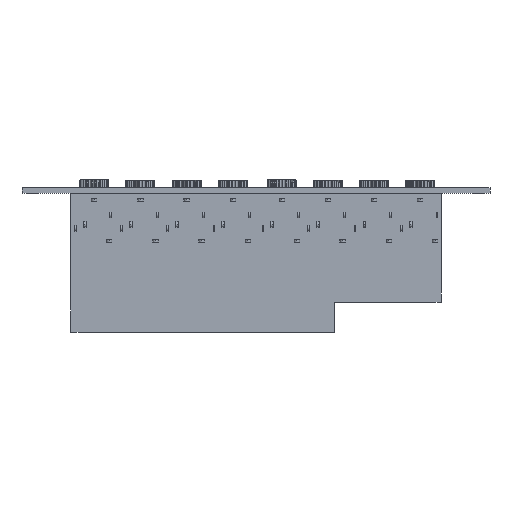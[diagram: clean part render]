
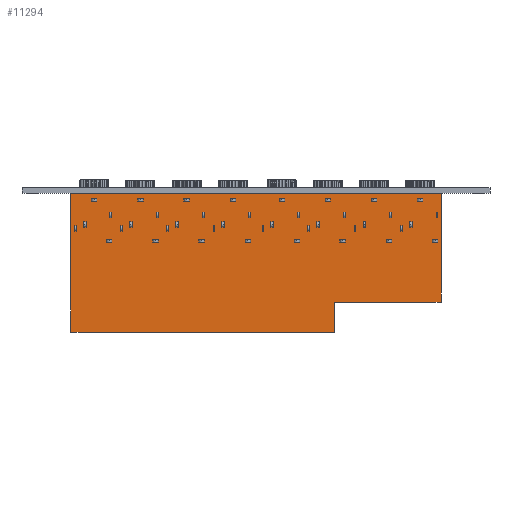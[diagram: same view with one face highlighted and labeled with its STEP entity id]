
A CAD part, left-side view. The second image highlights one B-rep face of the part: STEP entity #11294.
In plain terms, the highlighted face is planar.
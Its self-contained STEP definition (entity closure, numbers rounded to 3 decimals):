
#374 = EDGE_CURVE ( 'NONE', #9053, #4651, #10722, .T. ) ;
#536 = LINE ( 'NONE', #15512, #9607 ) ;
#604 = DIRECTION ( 'NONE',  ( 0., 1., 0. ) ) ;
#1922 = DIRECTION ( 'NONE',  ( -1., 0., 0. ) ) ;
#2235 = LINE ( 'NONE', #12616, #6826 ) ;
#2710 = VERTEX_POINT ( 'NONE', #18000 ) ;
#2793 = EDGE_CURVE ( 'NONE', #8846, #2710, #11022, .T. ) ;
#2903 = PLANE ( 'NONE',  #18172 ) ;
#3795 = DIRECTION ( 'NONE',  ( 1., 0., 0. ) ) ;
#3858 = ORIENTED_EDGE ( 'NONE', *, *, #12080, .F. ) ;
#4559 = LINE ( 'NONE', #12229, #14484 ) ;
#4651 = VERTEX_POINT ( 'NONE', #5712 ) ;
#5712 = CARTESIAN_POINT ( 'NONE',  ( 10.795, -50.8, -0.8 ) ) ;
#5867 = ORIENTED_EDGE ( 'NONE', *, *, #13380, .F. ) ;
#6026 = VECTOR ( 'NONE', #18013, 1000. ) ;
#6826 = VECTOR ( 'NONE', #3795, 1000. ) ;
#8135 = EDGE_CURVE ( 'NONE', #17402, #4651, #2235, .T. ) ;
#8684 = ORIENTED_EDGE ( 'NONE', *, *, #374, .T. ) ;
#8846 = VERTEX_POINT ( 'NONE', #12858 ) ;
#9053 = VERTEX_POINT ( 'NONE', #18173 ) ;
#9606 = CARTESIAN_POINT ( 'NONE',  ( 19.05, -21.59, -0.8 ) ) ;
#9607 = VECTOR ( 'NONE', #1922, 1000. ) ;
#10588 = ORIENTED_EDGE ( 'NONE', *, *, #8135, .F. ) ;
#10606 = CARTESIAN_POINT ( 'NONE',  ( -19.05, -50.8, -0.8 ) ) ;
#10722 = LINE ( 'NONE', #17721, #6026 ) ;
#10786 = VECTOR ( 'NONE', #12422, 1000. ) ;
#10922 = CARTESIAN_POINT ( 'NONE',  ( 19.05, 50.8, -0.8 ) ) ;
#11022 = LINE ( 'NONE', #10922, #17470 ) ;
#11294 = ADVANCED_FACE ( 'NONE', ( #13577 ), #2903, .F. ) ;
#12080 = EDGE_CURVE ( 'NONE', #16153, #17402, #4559, .T. ) ;
#12229 = CARTESIAN_POINT ( 'NONE',  ( -19.05, 50.8, -0.8 ) ) ;
#12422 = DIRECTION ( 'NONE',  ( -1., 0., 0. ) ) ;
#12616 = CARTESIAN_POINT ( 'NONE',  ( -19.05, -50.8, -0.8 ) ) ;
#12858 = CARTESIAN_POINT ( 'NONE',  ( 19.05, -21.59, -0.8 ) ) ;
#13300 = DIRECTION ( 'NONE',  ( 0., 0., 1. ) ) ;
#13380 = EDGE_CURVE ( 'NONE', #2710, #16153, #536, .T. ) ;
#13577 = FACE_OUTER_BOUND ( 'NONE', #17355, .T. ) ;
#13580 = DIRECTION ( 'NONE',  ( 0., -1., 0. ) ) ;
#14484 = VECTOR ( 'NONE', #13580, 1000. ) ;
#14577 = ORIENTED_EDGE ( 'NONE', *, *, #2793, .F. ) ;
#14728 = CARTESIAN_POINT ( 'NONE',  ( 0., 0., -0.8 ) ) ;
#15512 = CARTESIAN_POINT ( 'NONE',  ( -19.05, 50.8, -0.8 ) ) ;
#16153 = VERTEX_POINT ( 'NONE', #17323 ) ;
#16967 = LINE ( 'NONE', #9606, #10786 ) ;
#17056 = EDGE_CURVE ( 'NONE', #8846, #9053, #16967, .T. ) ;
#17323 = CARTESIAN_POINT ( 'NONE',  ( -19.05, 50.8, -0.8 ) ) ;
#17355 = EDGE_LOOP ( 'NONE', ( #18836, #8684, #10588, #3858, #5867, #14577 ) ) ;
#17402 = VERTEX_POINT ( 'NONE', #10606 ) ;
#17470 = VECTOR ( 'NONE', #604, 1000. ) ;
#17721 = CARTESIAN_POINT ( 'NONE',  ( 10.795, -50.8, -0.8 ) ) ;
#18000 = CARTESIAN_POINT ( 'NONE',  ( 19.05, 50.8, -0.8 ) ) ;
#18013 = DIRECTION ( 'NONE',  ( 0., -1., 0. ) ) ;
#18172 = AXIS2_PLACEMENT_3D ( 'NONE', #14728, #13300, #19212 ) ;
#18173 = CARTESIAN_POINT ( 'NONE',  ( 10.795, -21.59, -0.8 ) ) ;
#18836 = ORIENTED_EDGE ( 'NONE', *, *, #17056, .T. ) ;
#19212 = DIRECTION ( 'NONE',  ( 1., 0., 0. ) ) ;
